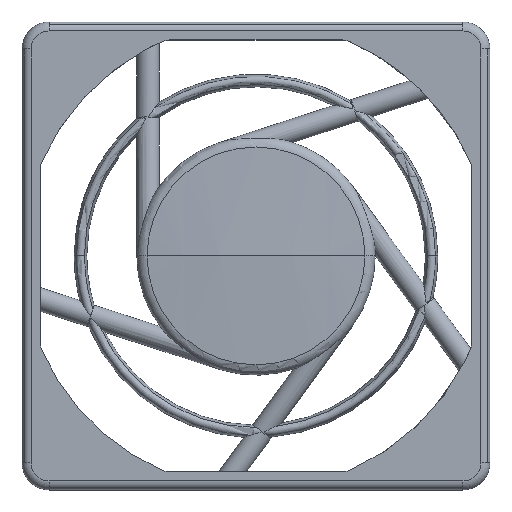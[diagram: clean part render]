
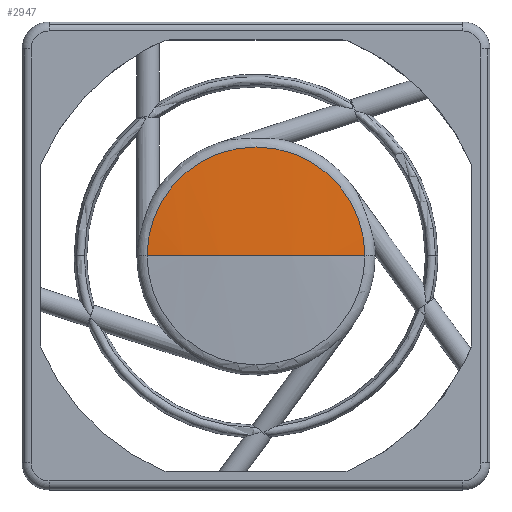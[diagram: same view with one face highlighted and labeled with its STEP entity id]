
A CAD part, top view. The second image highlights one B-rep face of the part: STEP entity #2947.
In plain terms, the highlighted spherical face has radius 145.5 mm.
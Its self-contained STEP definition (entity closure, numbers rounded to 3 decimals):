
#322=CARTESIAN_POINT('',(12.104,0.,5.246));
#323=VERTEX_POINT('',#322);
#331=CARTESIAN_POINT('',(-12.104,0.,5.246));
#332=VERTEX_POINT('',#331);
#1375=CARTESIAN_POINT('',(0.,12.104,5.246));
#1376=VERTEX_POINT('',#1375);
#1377=CARTESIAN_POINT('',(0.,0.,5.246));
#1378=DIRECTION('',(0.0,0.0,-1.0));
#1379=DIRECTION('',(0.0,1.0,0.0));
#1380=AXIS2_PLACEMENT_3D('',#1377,#1378,#1379);
#1381=CIRCLE('',#1380,12.104);
#1382=EDGE_CURVE('',#332,#1376,#1381,.T.);
#1384=CARTESIAN_POINT('',(0.,0.,5.246));
#1385=DIRECTION('',(0.0,0.0,-1.0));
#1386=DIRECTION('',(0.0,1.0,0.0));
#1387=AXIS2_PLACEMENT_3D('',#1384,#1385,#1386);
#1388=CIRCLE('',#1387,12.104);
#1389=EDGE_CURVE('',#1376,#323,#1388,.T.);
#2922=CARTESIAN_POINT('',(0.,0.,-139.75));
#2923=DIRECTION('',(0.0,0.0,1.0));
#2924=DIRECTION('',(1.0,0.0,0.0));
#2925=AXIS2_PLACEMENT_3D('',#2922,#2923,#2924);
#2926=SPHERICAL_SURFACE('',#2925,145.5);
#2927=CARTESIAN_POINT('',(0.,0.,5.75));
#2928=VERTEX_POINT('',#2927);
#2929=CARTESIAN_POINT('',(0.,0.,-139.75));
#2930=DIRECTION('',(0.0,-1.0,0.0));
#2931=DIRECTION('',(0.0,0.0,1.0));
#2932=AXIS2_PLACEMENT_3D('',#2929,#2930,#2931);
#2933=CIRCLE('',#2932,145.5);
#2934=EDGE_CURVE('',#2928,#332,#2933,.T.);
#2935=ORIENTED_EDGE('',*,*,#2934,.F.);
#2936=CARTESIAN_POINT('',(0.,0.,-139.75));
#2937=DIRECTION('',(0.0,-1.0,0.0));
#2938=DIRECTION('',(0.0,0.0,1.0));
#2939=AXIS2_PLACEMENT_3D('',#2936,#2937,#2938);
#2940=CIRCLE('',#2939,145.5);
#2941=EDGE_CURVE('',#323,#2928,#2940,.T.);
#2942=ORIENTED_EDGE('',*,*,#2941,.F.);
#2943=ORIENTED_EDGE('',*,*,#1389,.F.);
#2944=ORIENTED_EDGE('',*,*,#1382,.F.);
#2945=EDGE_LOOP('',(#2935,#2942,#2943,#2944));
#2946=FACE_OUTER_BOUND('',#2945,.T.);
#2947=ADVANCED_FACE('',(#2946),#2926,.T.);
